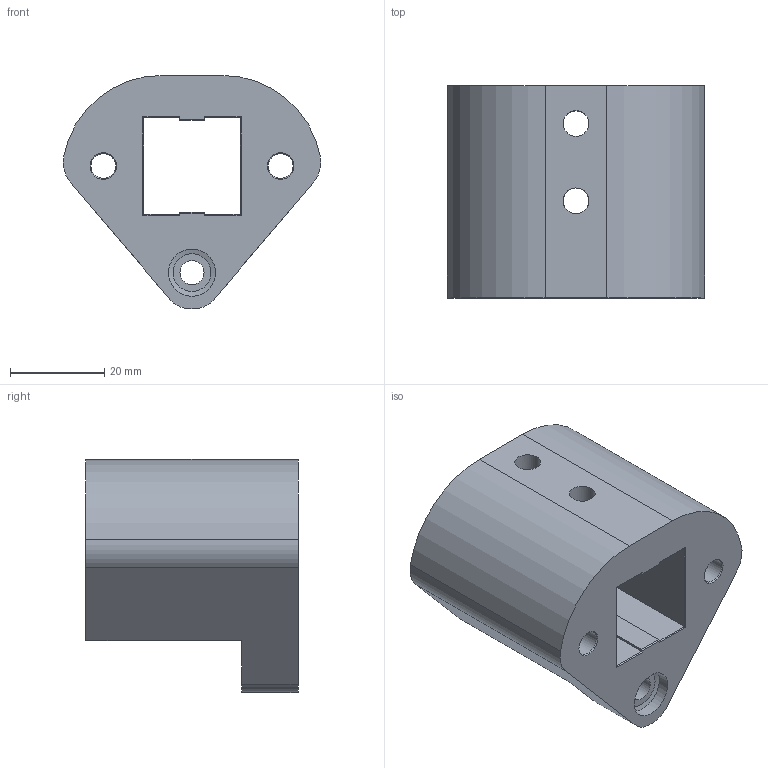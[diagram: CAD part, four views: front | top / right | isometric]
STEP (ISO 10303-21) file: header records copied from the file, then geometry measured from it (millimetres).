
FILE_DESCRIPTION(/* description */ (''),/* implementation_level */ '2;1');
FILE_NAME(/* name */ 'Bottom Tower support heavy duty R2 v5.step',/* time_stamp */ '2022-06-15T00:29:51-07:00',/* author */ (''),/* organization */ (''),/* preprocessor_version */ 'ST-DEVELOPER v19',/* originating_system */ 'Autodesk Translation Framework v11.7.0.108',/* authorisation */ '');
FILE_SCHEMA (('AUTOMOTIVE_DESIGN { 1 0 10303 214 3 1 1 }','INTEGRATED_CNC_SCHEMA'));
Length unit declared in the file: millimetre
Products named in the file (1): Bottom Tower support heavy duty R2
Bounding box: 54.59 x 45 x 49.43 mm (x, y, z)
Volume: 53953.7 mm3; surface area: 15656.9 mm2
Topology: 1 solids, 1 shells, 65 faces, 183 edges, 119 vertices
Faces by surface type: plane 45, cylinder 17, cone 3
Full cylindrical faces by diameter (mm): 5.1 x1, 5.25 x2, 5.45 x4, 8.3 x1, 8.4 x2, 10 x1
Entity records: 2165 total; most frequent: DIRECTION 370, CARTESIAN_POINT 368, ORIENTED_EDGE 366, EDGE_CURVE 183, LINE 128, VECTOR 128, AXIS2_PLACEMENT_3D 121, VERTEX_POINT 119
